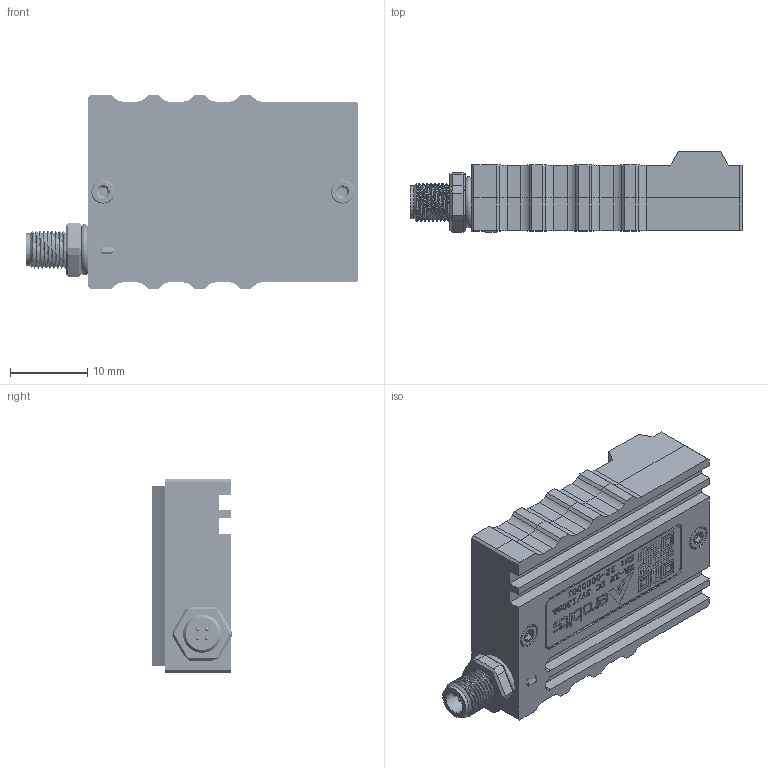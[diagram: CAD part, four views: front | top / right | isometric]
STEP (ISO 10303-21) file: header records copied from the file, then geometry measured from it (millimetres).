
FILE_DESCRIPTION(/* description */ (''),/* implementation_level */ '2;1');
FILE_NAME(/* name */ 'TR-1F v6.step',/* time_stamp */ '2023-05-16T15:08:18+02:00',/* author */ (''),/* organization */ (''),/* preprocessor_version */ 'ST-DEVELOPER v19.2',/* originating_system */ 'Autodesk Translation Framework v12.4.0.73',/* authorisation */ '');
FILE_SCHEMA (('AUTOMOTIVE_DESIGN { 1 0 10303 214 3 1 1 }'));
Products named in the file (15): TR-1F; TR-1F_case_bottom; TR-1F_case_top v3; LED; M1.6x6mm Hex; TR-1F label; PCB2; TT-MC1a; PCB_MC1a; MC_shield_3D; Bosch BMP388; PXMBNI05RPM04APC; ring; nut; MOLEX_0734152063
Assembly tree (19 placements, depth 4):
  TR-1F
    TR-1F_case_bottom
    TR-1F_case_top v3
    LED  x3
    M1.6x6mm Hex  x2
    TR-1F label
    MOLEX_0734152063  x3
    PCB2
      TT-MC1a
        PCB_MC1a
        MC_shield_3D
      Bosch BMP388
      PXMBNI05RPM04APC
      ring
      nut
Bounding box: 42.97 x 10.35 x 25 mm (x, y, z)
Volume: 4477.7 mm3; surface area: 10387.7 mm2
Topology: 28 solids, 28 shells, 8144 faces, 23053 edges, 15113 vertices
Faces by surface type: plane 5448, cylinder 2476, bspline 77, sphere 60, torus 50, cone 33
Full cylindrical faces by diameter (mm): 0.25 x1, 0.456 x3, 0.5 x4, 0.71 x6, 0.8 x14, 0.9 x3, 1 x7, 1.145 x30, 1.271 x2, 1.524 x6, 1.6 x32, 1.7 x2, 2.45 x6, 3 x2, 3.05 x3, 3.2 x2, 3.45 x3, 3.7 x3, 4 x1, 4.25 x1, 4.356 x6, 4.85 x1, 4.856 x1, 4.927 x11
Entity records: 263809 total; most frequent: CARTESIAN_POINT 51915, ORIENTED_EDGE 45214, DIRECTION 43074, EDGE_CURVE 22607, LINE 17628, VECTOR 17628, VERTEX_POINT 14837, AXIS2_PLACEMENT_3D 12723
